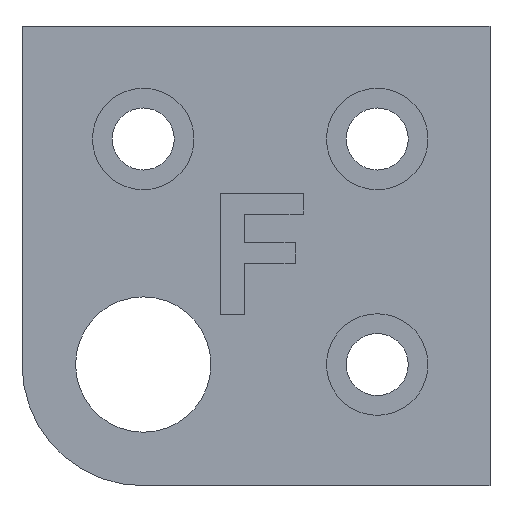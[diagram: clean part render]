
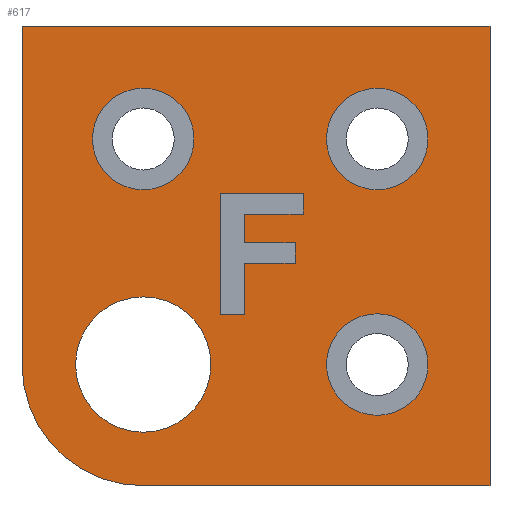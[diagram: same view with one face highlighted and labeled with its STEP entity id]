
A CAD part, left-side view. The second image highlights one B-rep face of the part: STEP entity #617.
In plain terms, the highlighted planar face has unit normal (-1, 0, 0).
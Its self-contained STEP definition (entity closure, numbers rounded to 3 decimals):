
#32=FACE_BOUND('',#131,.T.);
#33=FACE_BOUND('',#132,.T.);
#34=FACE_BOUND('',#133,.T.);
#35=FACE_BOUND('',#134,.T.);
#36=FACE_BOUND('',#135,.T.);
#40=CIRCLE('',#650,4.5);
#43=CIRCLE('',#655,4.5);
#46=CIRCLE('',#660,4.5);
#53=CIRCLE('',#674,6.);
#54=CIRCLE('',#679,10.75);
#88=FACE_OUTER_BOUND('',#130,.T.);
#130=EDGE_LOOP('',(#539,#540,#541,#542,#543,#544));
#131=EDGE_LOOP('',(#545,#546,#547,#548,#549,#550,#551,#552,#553,#554));
#132=EDGE_LOOP('',(#555));
#133=EDGE_LOOP('',(#556));
#134=EDGE_LOOP('',(#557));
#135=EDGE_LOOP('',(#558));
#138=LINE('',#861,#201);
#151=LINE('',#893,#214);
#155=LINE('',#902,#218);
#158=LINE('',#908,#221);
#161=LINE('',#914,#224);
#164=LINE('',#920,#227);
#167=LINE('',#926,#230);
#170=LINE('',#932,#233);
#173=LINE('',#938,#236);
#176=LINE('',#944,#239);
#179=LINE('',#950,#242);
#182=LINE('',#954,#245);
#194=LINE('',#1014,#257);
#196=LINE('',#1018,#259);
#198=LINE('',#1021,#261);
#201=VECTOR('',#690,10.);
#214=VECTOR('',#713,10.);
#218=VECTOR('',#719,10.);
#221=VECTOR('',#724,10.);
#224=VECTOR('',#729,10.);
#227=VECTOR('',#734,10.);
#230=VECTOR('',#739,10.);
#233=VECTOR('',#744,10.);
#236=VECTOR('',#749,10.);
#239=VECTOR('',#754,10.);
#242=VECTOR('',#759,10.);
#245=VECTOR('',#764,10.);
#257=VECTOR('',#842,10.);
#259=VECTOR('',#846,10.);
#261=VECTOR('',#850,10.);
#264=VERTEX_POINT('',#858);
#265=VERTEX_POINT('',#860);
#278=VERTEX_POINT('',#890);
#279=VERTEX_POINT('',#892);
#282=VERTEX_POINT('',#899);
#283=VERTEX_POINT('',#901);
#285=VERTEX_POINT('',#907);
#287=VERTEX_POINT('',#913);
#289=VERTEX_POINT('',#919);
#291=VERTEX_POINT('',#925);
#293=VERTEX_POINT('',#931);
#295=VERTEX_POINT('',#937);
#297=VERTEX_POINT('',#943);
#299=VERTEX_POINT('',#949);
#300=VERTEX_POINT('',#957);
#303=VERTEX_POINT('',#966);
#306=VERTEX_POINT('',#975);
#313=VERTEX_POINT('',#1001);
#314=VERTEX_POINT('',#1013);
#315=VERTEX_POINT('',#1017);
#318=EDGE_CURVE('',#265,#264,#138,.T.);
#334=EDGE_CURVE('',#279,#278,#151,.T.);
#338=EDGE_CURVE('',#283,#282,#155,.T.);
#341=EDGE_CURVE('',#285,#283,#158,.T.);
#344=EDGE_CURVE('',#287,#285,#161,.T.);
#347=EDGE_CURVE('',#289,#287,#164,.T.);
#350=EDGE_CURVE('',#291,#289,#167,.T.);
#353=EDGE_CURVE('',#293,#291,#170,.T.);
#356=EDGE_CURVE('',#295,#293,#173,.T.);
#359=EDGE_CURVE('',#297,#295,#176,.T.);
#362=EDGE_CURVE('',#299,#297,#179,.T.);
#365=EDGE_CURVE('',#282,#299,#182,.T.);
#366=EDGE_CURVE('',#300,#300,#40,.T.);
#370=EDGE_CURVE('',#303,#303,#43,.T.);
#374=EDGE_CURVE('',#306,#306,#46,.T.);
#387=EDGE_CURVE('',#313,#313,#53,.T.);
#391=EDGE_CURVE('',#278,#265,#54,.T.);
#392=EDGE_CURVE('',#314,#279,#194,.T.);
#394=EDGE_CURVE('',#315,#314,#196,.T.);
#396=EDGE_CURVE('',#264,#315,#198,.T.);
#539=ORIENTED_EDGE('',*,*,#318,.T.);
#540=ORIENTED_EDGE('',*,*,#396,.T.);
#541=ORIENTED_EDGE('',*,*,#394,.T.);
#542=ORIENTED_EDGE('',*,*,#392,.T.);
#543=ORIENTED_EDGE('',*,*,#334,.T.);
#544=ORIENTED_EDGE('',*,*,#391,.T.);
#545=ORIENTED_EDGE('',*,*,#338,.T.);
#546=ORIENTED_EDGE('',*,*,#365,.T.);
#547=ORIENTED_EDGE('',*,*,#362,.T.);
#548=ORIENTED_EDGE('',*,*,#359,.T.);
#549=ORIENTED_EDGE('',*,*,#356,.T.);
#550=ORIENTED_EDGE('',*,*,#353,.T.);
#551=ORIENTED_EDGE('',*,*,#350,.T.);
#552=ORIENTED_EDGE('',*,*,#347,.T.);
#553=ORIENTED_EDGE('',*,*,#344,.T.);
#554=ORIENTED_EDGE('',*,*,#341,.T.);
#555=ORIENTED_EDGE('',*,*,#366,.T.);
#556=ORIENTED_EDGE('',*,*,#370,.T.);
#557=ORIENTED_EDGE('',*,*,#374,.T.);
#558=ORIENTED_EDGE('',*,*,#387,.T.);
#583=PLANE('',#683);
#617=ADVANCED_FACE('',(#88,#32,#33,#34,#35,#36),#583,.T.);
#650=AXIS2_PLACEMENT_3D('',#958,#769,#770);
#655=AXIS2_PLACEMENT_3D('',#967,#780,#781);
#660=AXIS2_PLACEMENT_3D('',#976,#791,#792);
#674=AXIS2_PLACEMENT_3D('',#1003,#825,#826);
#679=AXIS2_PLACEMENT_3D('',#1011,#838,#839);
#683=AXIS2_PLACEMENT_3D('',#1022,#851,#852);
#690=DIRECTION('',(0.,-1.,0.));
#713=DIRECTION('',(0.,0.,-1.));
#719=DIRECTION('',(0.,0.,-1.));
#724=DIRECTION('',(0.,1.,0.));
#729=DIRECTION('',(0.,0.,-1.));
#734=DIRECTION('',(0.,-1.,0.));
#739=DIRECTION('',(0.,0.,-1.));
#744=DIRECTION('',(0.,1.,0.));
#749=DIRECTION('',(0.,0.,-1.));
#754=DIRECTION('',(0.,-1.,0.));
#759=DIRECTION('',(0.,0.,1.));
#764=DIRECTION('',(0.,1.,0.));
#769=DIRECTION('center_axis',(1.,0.,0.));
#770=DIRECTION('ref_axis',(0.,-1.,0.));
#780=DIRECTION('center_axis',(1.,0.,0.));
#781=DIRECTION('ref_axis',(0.,-1.,0.));
#791=DIRECTION('center_axis',(1.,0.,0.));
#792=DIRECTION('ref_axis',(0.,-1.,0.));
#825=DIRECTION('center_axis',(1.,0.,0.));
#826=DIRECTION('ref_axis',(0.,-1.,0.));
#838=DIRECTION('center_axis',(-1.,0.,0.));
#839=DIRECTION('ref_axis',(0.,1.,0.));
#842=DIRECTION('',(0.,1.,0.));
#846=DIRECTION('',(0.,1.,0.));
#850=DIRECTION('',(0.,0.,1.));
#851=DIRECTION('center_axis',(-1.,0.,0.));
#852=DIRECTION('ref_axis',(0.,-1.,0.));
#858=CARTESIAN_POINT('',(-5.,0.,0.));
#860=CARTESIAN_POINT('',(-5.,30.75,0.));
#861=CARTESIAN_POINT('',(-5.,30.75,0.));
#890=CARTESIAN_POINT('',(-5.,41.5,10.75));
#892=CARTESIAN_POINT('',(-5.,41.5,40.75));
#893=CARTESIAN_POINT('',(-5.,41.5,20.75));
#899=CARTESIAN_POINT('',(-5.,21.764,15.171));
#901=CARTESIAN_POINT('',(-5.,21.764,19.734));
#902=CARTESIAN_POINT('',(-5.,21.764,15.054));
#907=CARTESIAN_POINT('',(-5.,17.281,19.734));
#908=CARTESIAN_POINT('',(-5.,24.016,19.734));
#913=CARTESIAN_POINT('',(-5.,17.281,21.55));
#914=CARTESIAN_POINT('',(-5.,17.281,15.963));
#919=CARTESIAN_POINT('',(-5.,21.764,21.55));
#920=CARTESIAN_POINT('',(-5.,26.257,21.55));
#925=CARTESIAN_POINT('',(-5.,21.764,24.092));
#926=CARTESIAN_POINT('',(-5.,21.764,17.233));
#931=CARTESIAN_POINT('',(-5.,16.571,24.092));
#932=CARTESIAN_POINT('',(-5.,23.66,24.092));
#937=CARTESIAN_POINT('',(-5.,16.571,25.908));
#938=CARTESIAN_POINT('',(-5.,16.571,18.142));
#943=CARTESIAN_POINT('',(-5.,23.932,25.908));
#944=CARTESIAN_POINT('',(-5.,27.341,25.908));
#949=CARTESIAN_POINT('',(-5.,23.932,15.171));
#950=CARTESIAN_POINT('',(-5.,23.932,12.773));
#954=CARTESIAN_POINT('',(-5.,26.257,15.171));
#957=CARTESIAN_POINT('',(-5.,14.5,30.75));
#958=CARTESIAN_POINT('Origin',(-5.,10.,30.75));
#966=CARTESIAN_POINT('',(-5.,35.25,30.75));
#967=CARTESIAN_POINT('Origin',(-5.,30.75,30.75));
#975=CARTESIAN_POINT('',(-5.,14.5,10.75));
#976=CARTESIAN_POINT('Origin',(-5.,10.,10.75));
#1001=CARTESIAN_POINT('',(-5.,36.75,10.75));
#1003=CARTESIAN_POINT('Origin',(-5.,30.75,10.75));
#1011=CARTESIAN_POINT('Origin',(-5.,30.75,10.75));
#1013=CARTESIAN_POINT('',(-5.,20.,40.75));
#1014=CARTESIAN_POINT('',(-5.,41.5,40.75));
#1017=CARTESIAN_POINT('',(-5.,0.,40.75));
#1018=CARTESIAN_POINT('',(-5.,0.,40.75));
#1021=CARTESIAN_POINT('',(-5.,0.,0.));
#1022=CARTESIAN_POINT('Origin',(-5.,30.75,10.375));
